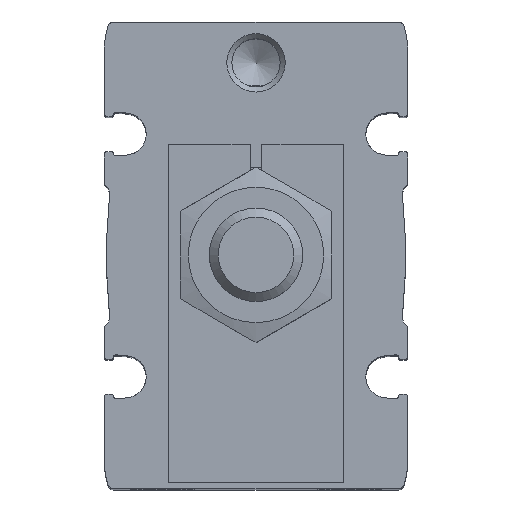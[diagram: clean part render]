
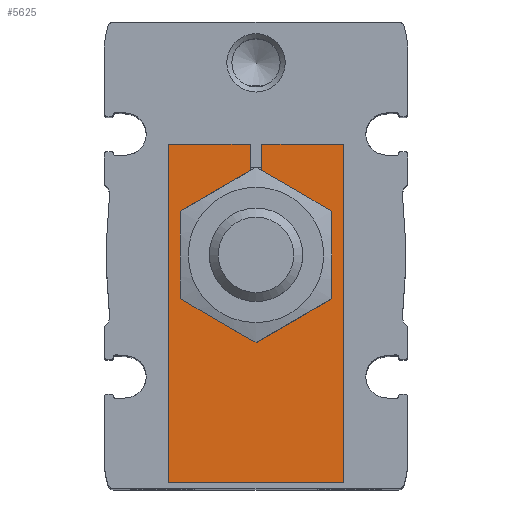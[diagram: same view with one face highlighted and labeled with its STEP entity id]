
A CAD part, top view. The second image highlights one B-rep face of the part: STEP entity #5625.
In plain terms, the highlighted planar face has unit normal (0, 0, 1).
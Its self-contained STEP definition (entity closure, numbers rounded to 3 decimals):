
#211=PLANE('',#6110);
#460=LINE('',#8938,#738);
#462=LINE('',#8943,#740);
#465=LINE('',#8951,#743);
#468=LINE('',#8957,#746);
#471=LINE('',#8965,#749);
#475=LINE('',#8976,#753);
#476=LINE('',#8978,#754);
#738=VECTOR('',#7237,1000.);
#740=VECTOR('',#7241,1000.);
#743=VECTOR('',#7248,1000.);
#746=VECTOR('',#7253,1000.);
#749=VECTOR('',#7260,1000.);
#753=VECTOR('',#7272,1000.);
#754=VECTOR('',#7273,1000.);
#967=CIRCLE('',#6111,4.);
#2019=ORIENTED_EDGE('',*,*,#2685,.F.);
#2020=ORIENTED_EDGE('',*,*,#2666,.T.);
#2021=ORIENTED_EDGE('',*,*,#2672,.T.);
#2022=ORIENTED_EDGE('',*,*,#2675,.T.);
#2023=ORIENTED_EDGE('',*,*,#2679,.T.);
#2024=ORIENTED_EDGE('',*,*,#2668,.T.);
#2025=ORIENTED_EDGE('',*,*,#2686,.F.);
#2026=ORIENTED_EDGE('',*,*,#2687,.F.);
#2666=EDGE_CURVE('',#3117,#3119,#460,.T.);
#2668=EDGE_CURVE('',#3122,#3121,#462,.T.);
#2672=EDGE_CURVE('',#3119,#3125,#465,.T.);
#2675=EDGE_CURVE('',#3125,#3127,#468,.T.);
#2679=EDGE_CURVE('',#3127,#3122,#471,.T.);
#2685=EDGE_CURVE('',#3117,#3133,#475,.T.);
#2686=EDGE_CURVE('',#3134,#3121,#476,.T.);
#2687=EDGE_CURVE('',#3133,#3134,#967,.T.);
#3117=VERTEX_POINT('',#8933);
#3119=VERTEX_POINT('',#8937);
#3121=VERTEX_POINT('',#8942);
#3122=VERTEX_POINT('',#8944);
#3125=VERTEX_POINT('',#8952);
#3127=VERTEX_POINT('',#8958);
#3133=VERTEX_POINT('',#8977);
#3134=VERTEX_POINT('',#8979);
#3583=EDGE_LOOP('',(#2019,#2020,#2021,#2022,#2023,#2024,#2025,#2026));
#3962=FACE_BOUND('',#3583,.T.);
#5625=ADVANCED_FACE('',(#3962),#211,.T.);
#6110=AXIS2_PLACEMENT_3D('',#8975,#7270,#7271);
#6111=AXIS2_PLACEMENT_3D('',#8980,#7274,#7275);
#7237=DIRECTION('',(-1.,0.,0.));
#7241=DIRECTION('',(-1.,0.,0.));
#7248=DIRECTION('',(0.,-1.,0.));
#7253=DIRECTION('',(1.,0.,0.));
#7260=DIRECTION('',(0.,1.,0.));
#7270=DIRECTION('',(0.,0.,1.));
#7271=DIRECTION('',(1.,0.,0.));
#7272=DIRECTION('',(0.,-1.,0.));
#7273=DIRECTION('',(0.,1.,0.));
#7274=DIRECTION('',(0.,0.,1.));
#7275=DIRECTION('',(1.,0.,0.));
#8933=CARTESIAN_POINT('',(-0.5,29.,0.));
#8937=CARTESIAN_POINT('',(-7.5,29.,0.));
#8938=CARTESIAN_POINT('',(7.5,29.,0.));
#8942=CARTESIAN_POINT('',(0.5,29.,0.));
#8943=CARTESIAN_POINT('',(7.5,29.,0.));
#8944=CARTESIAN_POINT('',(7.5,29.,0.));
#8951=CARTESIAN_POINT('',(-7.5,29.,0.));
#8952=CARTESIAN_POINT('',(-7.5,0.,0.));
#8957=CARTESIAN_POINT('',(-7.5,0.,0.));
#8958=CARTESIAN_POINT('',(7.5,0.,0.));
#8965=CARTESIAN_POINT('',(7.5,0.,0.));
#8975=CARTESIAN_POINT('',(0.,0.,0.));
#8976=CARTESIAN_POINT('',(-0.5,29.,0.));
#8977=CARTESIAN_POINT('',(-0.5,23.469,0.));
#8978=CARTESIAN_POINT('',(0.5,23.469,0.));
#8979=CARTESIAN_POINT('',(0.5,23.469,0.));
#8980=CARTESIAN_POINT('',(0.,19.5,0.));
